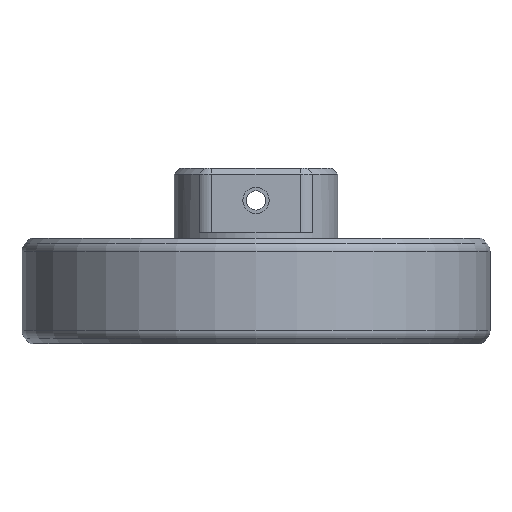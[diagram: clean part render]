
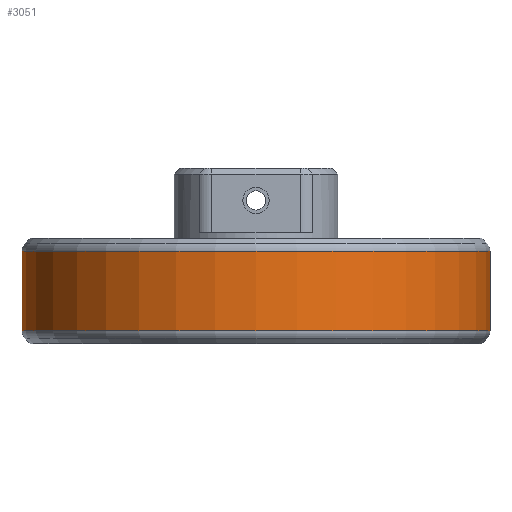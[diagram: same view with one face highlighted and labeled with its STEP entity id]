
A CAD part, front view. The second image highlights one B-rep face of the part: STEP entity #3051.
In plain terms, the highlighted cylindrical face has radius 40 mm (diameter 80 mm), a full revolution.
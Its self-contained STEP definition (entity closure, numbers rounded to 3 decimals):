
#173=CYLINDRICAL_SURFACE('',#3380,40.);
#382=CIRCLE('',#3378,40.);
#384=CIRCLE('',#3381,40.);
#385=CIRCLE('',#3382,40.);
#561=FACE_OUTER_BOUND('',#753,.T.);
#753=EDGE_LOOP('',(#2787,#2788,#2789,#2790,#2791));
#959=LINE('',#6377,#1163);
#1163=VECTOR('',#4214,40.);
#1447=VERTEX_POINT('',#6371);
#1448=VERTEX_POINT('',#6376);
#1449=VERTEX_POINT('',#6378);
#1895=EDGE_CURVE('',#1447,#1447,#382,.T.);
#1897=EDGE_CURVE('',#1447,#1448,#959,.T.);
#1898=EDGE_CURVE('',#1449,#1448,#384,.T.);
#1899=EDGE_CURVE('',#1448,#1449,#385,.T.);
#2787=ORIENTED_EDGE('',*,*,#1895,.F.);
#2788=ORIENTED_EDGE('',*,*,#1897,.T.);
#2789=ORIENTED_EDGE('',*,*,#1898,.F.);
#2790=ORIENTED_EDGE('',*,*,#1899,.F.);
#2791=ORIENTED_EDGE('',*,*,#1897,.F.);
#3051=ADVANCED_FACE('',(#561),#173,.T.);
#3378=AXIS2_PLACEMENT_3D('',#6373,#4208,#4209);
#3380=AXIS2_PLACEMENT_3D('',#6375,#4212,#4213);
#3381=AXIS2_PLACEMENT_3D('',#6379,#4215,#4216);
#3382=AXIS2_PLACEMENT_3D('',#6380,#4217,#4218);
#4208=DIRECTION('center_axis',(0.,0.,1.));
#4209=DIRECTION('ref_axis',(-1.,0.,0.));
#4212=DIRECTION('center_axis',(0.,0.,1.));
#4213=DIRECTION('ref_axis',(1.,0.,0.));
#4214=DIRECTION('',(0.,0.,-1.));
#4215=DIRECTION('center_axis',(0.,0.,-1.));
#4216=DIRECTION('ref_axis',(-1.,0.,0.));
#4217=DIRECTION('center_axis',(0.,0.,-1.));
#4218=DIRECTION('ref_axis',(-1.,0.,0.));
#6371=CARTESIAN_POINT('',(-40.,0.,15.772));
#6373=CARTESIAN_POINT('Origin',(0.,0.,15.772));
#6375=CARTESIAN_POINT('Origin',(0.,0.,9.));
#6376=CARTESIAN_POINT('',(-40.,0.,2.228));
#6377=CARTESIAN_POINT('',(-40.,0.,9.));
#6378=CARTESIAN_POINT('',(40.,0.,2.228));
#6379=CARTESIAN_POINT('Origin',(0.,0.,2.228));
#6380=CARTESIAN_POINT('Origin',(0.,0.,2.228));
